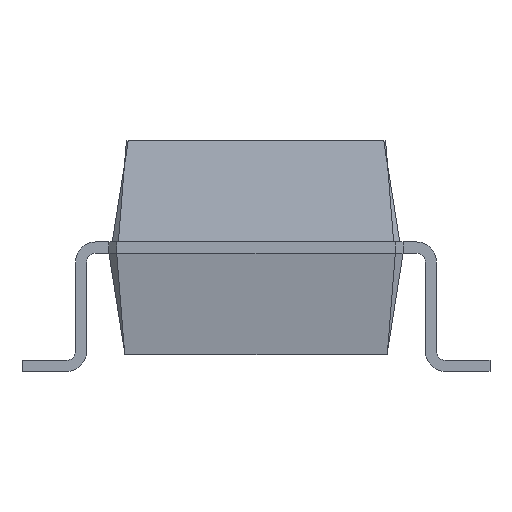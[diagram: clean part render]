
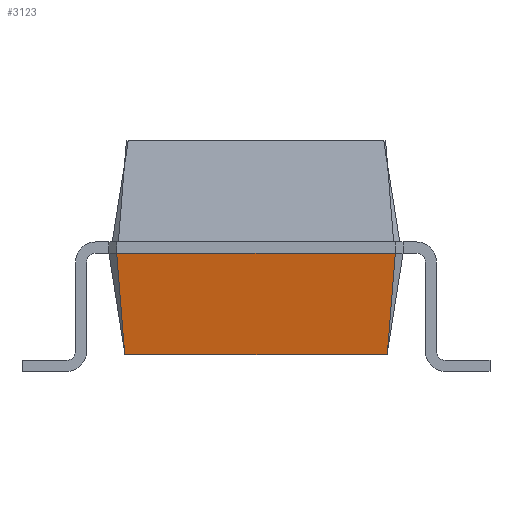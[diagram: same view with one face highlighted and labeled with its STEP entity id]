
A CAD part, left-side view. The second image highlights one B-rep face of the part: STEP entity #3123.
In plain terms, the highlighted free-form (B-spline) face has degree [1, 1] with [2, 2] control points.
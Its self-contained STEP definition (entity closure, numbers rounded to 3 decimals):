
#810 = PLANE('',#811);
#811 = AXIS2_PLACEMENT_3D('',#812,#813,#814);
#812 = CARTESIAN_POINT('',(-4.39,-2.945,0.38));
#813 = DIRECTION('',(0.,0.,1.));
#814 = DIRECTION('',(0.831,0.557,0.));
#1075 = B_SPLINE_SURFACE_WITH_KNOTS('',1,1,(
    (#1076,#1077)
    ,(#1078,#1079
    )),.UNSPECIFIED.,.F.,.F.,.F.,(2,2),(2,2),(0.,0.247),(0.,1.)
  ,.PIECEWISE_BEZIER_KNOTS.);
#1076 = CARTESIAN_POINT('',(-4.39,2.945,0.38));
#1077 = CARTESIAN_POINT('',(-4.75,3.125,2.655));
#1078 = CARTESIAN_POINT('',(-4.395,2.94,0.38));
#1079 = CARTESIAN_POINT('',(-4.575,3.3,2.655));
#1473 = EDGE_CURVE('',#1474,#1476,#1478,.T.);
#1474 = VERTEX_POINT('',#1475);
#1475 = CARTESIAN_POINT('',(-4.39,-2.945,0.38));
#1476 = VERTEX_POINT('',#1477);
#1477 = CARTESIAN_POINT('',(-4.39,2.945,0.38));
#1478 = SURFACE_CURVE('',#1479,(#1483,#1490),.PCURVE_S1.);
#1479 = LINE('',#1480,#1481);
#1480 = CARTESIAN_POINT('',(-4.39,-2.945,0.38));
#1481 = VECTOR('',#1482,1.);
#1482 = DIRECTION('',(0.,1.,0.));
#1483 = PCURVE('',#810,#1484);
#1484 = DEFINITIONAL_REPRESENTATION('',(#1485),#1489);
#1485 = LINE('',#1486,#1487);
#1486 = CARTESIAN_POINT('',(0.,0.));
#1487 = VECTOR('',#1488,1.);
#1488 = DIRECTION('',(0.557,0.831));
#1489 = ( GEOMETRIC_REPRESENTATION_CONTEXT(2) 
PARAMETRIC_REPRESENTATION_CONTEXT() REPRESENTATION_CONTEXT('2D SPACE',''
  ) );
#1490 = PCURVE('',#1491,#1496);
#1491 = B_SPLINE_SURFACE_WITH_KNOTS('',1,1,(
    (#1492,#1493)
    ,(#1494,#1495
    )),.UNSPECIFIED.,.F.,.F.,.F.,(2,2),(2,2),(0.,6.25),(0.,1.),
  .PIECEWISE_BEZIER_KNOTS.);
#1492 = CARTESIAN_POINT('',(-4.39,-2.945,0.38));
#1493 = CARTESIAN_POINT('',(-4.75,-3.125,2.655));
#1494 = CARTESIAN_POINT('',(-4.39,2.945,0.38));
#1495 = CARTESIAN_POINT('',(-4.75,3.125,2.655));
#1496 = DEFINITIONAL_REPRESENTATION('',(#1497),#1500);
#1497 = B_SPLINE_CURVE_WITH_KNOTS('',1,(#1498,#1499),.UNSPECIFIED.,.F.,
  .F.,(2,2),(0.,5.89),.PIECEWISE_BEZIER_KNOTS.);
#1498 = CARTESIAN_POINT('',(0.,0.));
#1499 = CARTESIAN_POINT('',(6.25,0.));
#1500 = ( GEOMETRIC_REPRESENTATION_CONTEXT(2) 
PARAMETRIC_REPRESENTATION_CONTEXT() REPRESENTATION_CONTEXT('2D SPACE',''
  ) );
#1640 = B_SPLINE_SURFACE_WITH_KNOTS('',1,1,(
    (#1641,#1642)
    ,(#1643,#1644
    )),.UNSPECIFIED.,.F.,.F.,.F.,(2,2),(2,2),(0.,0.247),(0.,1.)
  ,.PIECEWISE_BEZIER_KNOTS.);
#1641 = CARTESIAN_POINT('',(-4.395,-2.94,0.38));
#1642 = CARTESIAN_POINT('',(-4.575,-3.3,2.655));
#1643 = CARTESIAN_POINT('',(-4.39,-2.945,0.38));
#1644 = CARTESIAN_POINT('',(-4.75,-3.125,2.655));
#1657 = VERTEX_POINT('',#1658);
#1658 = CARTESIAN_POINT('',(-4.75,3.125,2.655));
#1684 = EDGE_CURVE('',#1476,#1657,#1685,.T.);
#1685 = SURFACE_CURVE('',#1686,(#1689,#1696),.PCURVE_S1.);
#1686 = B_SPLINE_CURVE_WITH_KNOTS('',1,(#1687,#1688),.UNSPECIFIED.,.F.,
  .F.,(2,2),(0.,1.),.PIECEWISE_BEZIER_KNOTS.);
#1687 = CARTESIAN_POINT('',(-4.39,2.945,0.38));
#1688 = CARTESIAN_POINT('',(-4.75,3.125,2.655));
#1689 = PCURVE('',#1075,#1690);
#1690 = DEFINITIONAL_REPRESENTATION('',(#1691),#1695);
#1691 = LINE('',#1692,#1693);
#1692 = CARTESIAN_POINT('',(0.,0.));
#1693 = VECTOR('',#1694,1.);
#1694 = DIRECTION('',(0.,1.));
#1695 = ( GEOMETRIC_REPRESENTATION_CONTEXT(2) 
PARAMETRIC_REPRESENTATION_CONTEXT() REPRESENTATION_CONTEXT('2D SPACE',''
  ) );
#1696 = PCURVE('',#1491,#1697);
#1697 = DEFINITIONAL_REPRESENTATION('',(#1698),#1702);
#1698 = LINE('',#1699,#1700);
#1699 = CARTESIAN_POINT('',(6.25,0.));
#1700 = VECTOR('',#1701,1.);
#1701 = DIRECTION('',(0.,1.));
#1702 = ( GEOMETRIC_REPRESENTATION_CONTEXT(2) 
PARAMETRIC_REPRESENTATION_CONTEXT() REPRESENTATION_CONTEXT('2D SPACE',''
  ) );
#3123 = ADVANCED_FACE('',(#3124),#1491,.F.);
#3124 = FACE_BOUND('',#3125,.F.);
#3125 = EDGE_LOOP('',(#3126,#3127,#3128,#3156));
#3126 = ORIENTED_EDGE('',*,*,#1473,.T.);
#3127 = ORIENTED_EDGE('',*,*,#1684,.T.);
#3128 = ORIENTED_EDGE('',*,*,#3129,.F.);
#3129 = EDGE_CURVE('',#3130,#1657,#3132,.T.);
#3130 = VERTEX_POINT('',#3131);
#3131 = CARTESIAN_POINT('',(-4.75,-3.125,2.655));
#3132 = SURFACE_CURVE('',#3133,(#3137,#3144),.PCURVE_S1.);
#3133 = LINE('',#3134,#3135);
#3134 = CARTESIAN_POINT('',(-4.75,-3.125,2.655));
#3135 = VECTOR('',#3136,1.);
#3136 = DIRECTION('',(0.,1.,0.));
#3137 = PCURVE('',#1491,#3138);
#3138 = DEFINITIONAL_REPRESENTATION('',(#3139),#3143);
#3139 = LINE('',#3140,#3141);
#3140 = CARTESIAN_POINT('',(0.,1.));
#3141 = VECTOR('',#3142,1.);
#3142 = DIRECTION('',(1.,0.));
#3143 = ( GEOMETRIC_REPRESENTATION_CONTEXT(2) 
PARAMETRIC_REPRESENTATION_CONTEXT() REPRESENTATION_CONTEXT('2D SPACE',''
  ) );
#3144 = PCURVE('',#3145,#3150);
#3145 = PLANE('',#3146);
#3146 = AXIS2_PLACEMENT_3D('',#3147,#3148,#3149);
#3147 = CARTESIAN_POINT('',(-4.75,-3.125,2.905));
#3148 = DIRECTION('',(1.,0.,0.));
#3149 = DIRECTION('',(0.,1.,0.));
#3150 = DEFINITIONAL_REPRESENTATION('',(#3151),#3155);
#3151 = LINE('',#3152,#3153);
#3152 = CARTESIAN_POINT('',(0.,-0.25));
#3153 = VECTOR('',#3154,1.);
#3154 = DIRECTION('',(1.,0.));
#3155 = ( GEOMETRIC_REPRESENTATION_CONTEXT(2) 
PARAMETRIC_REPRESENTATION_CONTEXT() REPRESENTATION_CONTEXT('2D SPACE',''
  ) );
#3156 = ORIENTED_EDGE('',*,*,#3157,.F.);
#3157 = EDGE_CURVE('',#1474,#3130,#3158,.T.);
#3158 = SURFACE_CURVE('',#3159,(#3162,#3169),.PCURVE_S1.);
#3159 = B_SPLINE_CURVE_WITH_KNOTS('',1,(#3160,#3161),.UNSPECIFIED.,.F.,
  .F.,(2,2),(0.,1.),.PIECEWISE_BEZIER_KNOTS.);
#3160 = CARTESIAN_POINT('',(-4.39,-2.945,0.38));
#3161 = CARTESIAN_POINT('',(-4.75,-3.125,2.655));
#3162 = PCURVE('',#1491,#3163);
#3163 = DEFINITIONAL_REPRESENTATION('',(#3164),#3168);
#3164 = LINE('',#3165,#3166);
#3165 = CARTESIAN_POINT('',(0.,0.));
#3166 = VECTOR('',#3167,1.);
#3167 = DIRECTION('',(0.,1.));
#3168 = ( GEOMETRIC_REPRESENTATION_CONTEXT(2) 
PARAMETRIC_REPRESENTATION_CONTEXT() REPRESENTATION_CONTEXT('2D SPACE',''
  ) );
#3169 = PCURVE('',#1640,#3170);
#3170 = DEFINITIONAL_REPRESENTATION('',(#3171),#3175);
#3171 = LINE('',#3172,#3173);
#3172 = CARTESIAN_POINT('',(0.247,0.));
#3173 = VECTOR('',#3174,1.);
#3174 = DIRECTION('',(0.,1.));
#3175 = ( GEOMETRIC_REPRESENTATION_CONTEXT(2) 
PARAMETRIC_REPRESENTATION_CONTEXT() REPRESENTATION_CONTEXT('2D SPACE',''
  ) );
